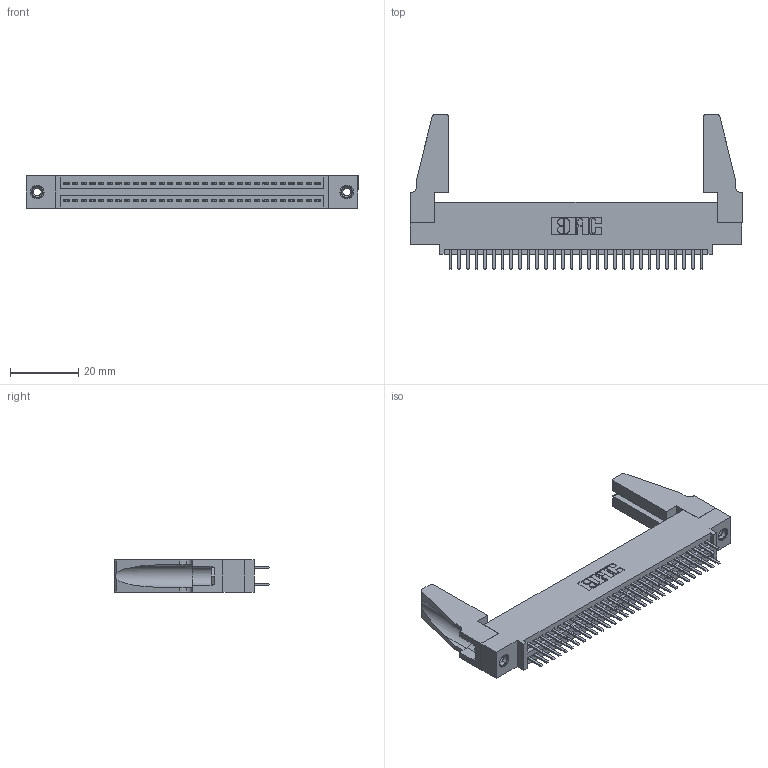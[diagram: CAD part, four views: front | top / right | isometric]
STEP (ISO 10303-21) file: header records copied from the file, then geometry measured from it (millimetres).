
FILE_DESCRIPTION (( 'STEP AP203' ), '1' );
FILE_NAME ('395-060-520-588.STEP', '2019-10-23T13:27:13', ( '' ), ( '' ), 'SwSTEP 2.0', 'SolidWorks 2016', '' );
FILE_SCHEMA (( 'CONFIG_CONTROL_DESIGN' ));
Length unit declared in the file: inch
Products named in the file (5): 345 Part_0.110 Offset - 0.156 Dia-TH; 345-292-001_345-293-120; 345-250-001_345-250-001-102; 345-220-078_345-220-088; 395-060-520-588
Assembly tree (65 placements, depth 2):
  395-060-520-588
    345 Part_0.110 Offset - 0.156 Dia-TH
    345-292-001_345-293-120  x60
    345-250-001_345-250-001-102  x2
    345-220-078_345-220-088  x2
Bounding box: 97.43 x 45.34 x 9.4 mm (x, y, z)
Volume: 12506.2 mm3; surface area: 16605 mm2
Topology: 65 solids, 65 shells, 3494 faces, 10087 edges, 6554 vertices
Faces by surface type: plane 2256, cylinder 1222, cone 12, torus 4
Entity records: 27548 total; most frequent: CARTESIAN_POINT 4638, ORIENTED_EDGE 4520, DIRECTION 4096, EDGE_CURVE 2260, VECTOR 1962, LINE 1962, VERTEX_POINT 1498, AXIS2_PLACEMENT_3D 1067
